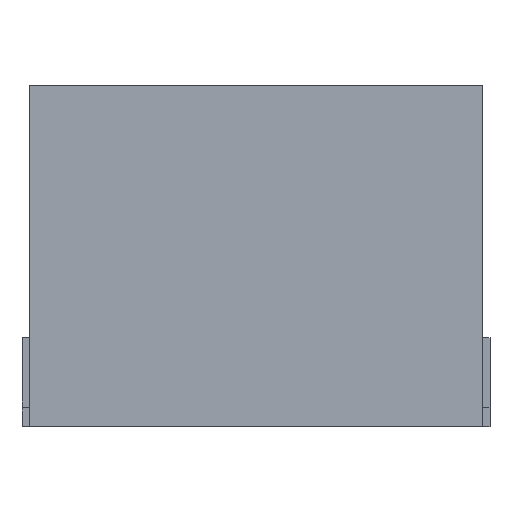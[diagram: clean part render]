
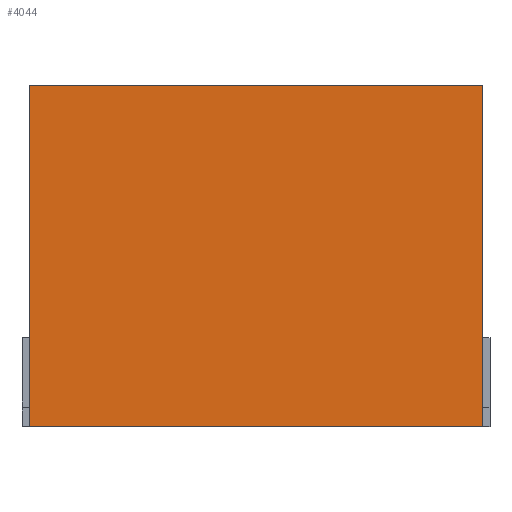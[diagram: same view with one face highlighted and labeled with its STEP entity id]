
A CAD part, top view. The second image highlights one B-rep face of the part: STEP entity #4044.
In plain terms, the highlighted planar face has unit normal (0, 0, 1).
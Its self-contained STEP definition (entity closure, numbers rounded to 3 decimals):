
#838=ORIENTED_EDGE('',*,*,#1671,.T.);
#839=ORIENTED_EDGE('',*,*,#1670,.F.);
#840=ORIENTED_EDGE('',*,*,#1658,.F.);
#841=ORIENTED_EDGE('',*,*,#1283,.T.);
#1283=EDGE_CURVE('',#1854,#1853,#2239,.T.);
#1658=EDGE_CURVE('',#1854,#2114,#2580,.T.);
#1670=EDGE_CURVE('',#2114,#2122,#2590,.T.);
#1671=EDGE_CURVE('',#1853,#2122,#2591,.T.);
#1853=VERTEX_POINT('',#5505);
#1854=VERTEX_POINT('',#5507);
#2114=VERTEX_POINT('',#6259);
#2122=VERTEX_POINT('',#6279);
#2239=LINE('',#5506,#2773);
#2580=LINE('',#6258,#3114);
#2590=LINE('',#6281,#3124);
#2591=LINE('',#6283,#3125);
#2773=VECTOR('',#4451,1000.);
#3114=VECTOR('',#5094,1000.);
#3124=VECTOR('',#5112,1000.);
#3125=VECTOR('',#5115,1000.);
#3419=EDGE_LOOP('',(#838,#839,#840,#841));
#3645=FACE_BOUND('',#3419,.T.);
#3844=PLANE('',#4312);
#4044=ADVANCED_FACE('',(#3645),#3844,.F.);
#4312=AXIS2_PLACEMENT_3D('',#6282,#5113,#5114);
#4451=DIRECTION('',(0.,-1.,0.));
#5094=DIRECTION('',(1.,0.,0.));
#5112=DIRECTION('',(0.,-1.,0.));
#5113=DIRECTION('',(0.,0.,-1.));
#5114=DIRECTION('',(-1.,0.,0.));
#5115=DIRECTION('',(1.,0.,0.));
#5505=CARTESIAN_POINT('',(-6.11,0.,3.5));
#5506=CARTESIAN_POINT('',(-6.11,9.2,3.5));
#5507=CARTESIAN_POINT('',(-6.11,9.2,3.5));
#6258=CARTESIAN_POINT('',(-6.11,9.2,3.5));
#6259=CARTESIAN_POINT('',(6.11,9.2,3.5));
#6279=CARTESIAN_POINT('',(6.11,0.,3.5));
#6281=CARTESIAN_POINT('',(6.11,9.2,3.5));
#6282=CARTESIAN_POINT('',(-6.11,9.2,3.5));
#6283=CARTESIAN_POINT('',(-6.11,0.,3.5));
